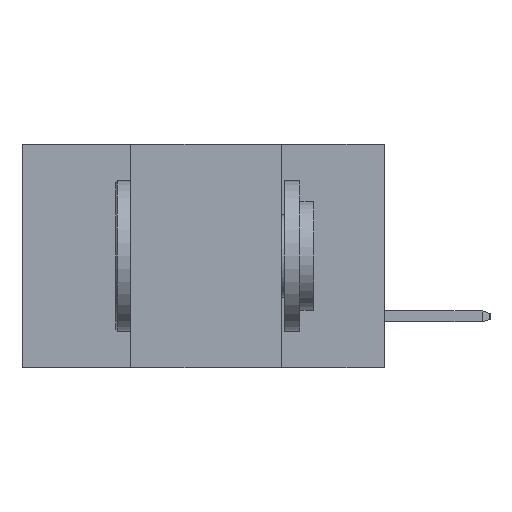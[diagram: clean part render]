
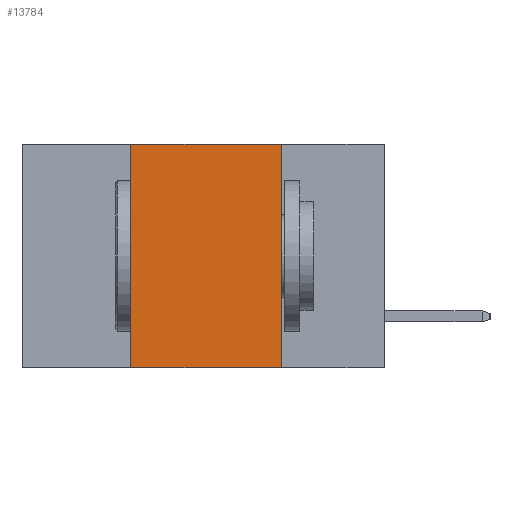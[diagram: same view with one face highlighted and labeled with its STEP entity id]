
A CAD part, left-side view. The second image highlights one B-rep face of the part: STEP entity #13784.
In plain terms, the highlighted planar face has unit normal (-1, 0, 0).
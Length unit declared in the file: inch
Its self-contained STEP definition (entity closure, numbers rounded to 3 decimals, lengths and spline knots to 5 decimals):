
#21 = DIRECTION ( 'NONE',  ( 0., 0., -1. ) ) ;
#537 = LINE ( 'NONE', #12504, #12944 ) ;
#1143 = CARTESIAN_POINT ( 'NONE',  ( 0., 0.42, -0.37 ) ) ;
#1304 = CARTESIAN_POINT ( 'NONE',  ( 0., 0.17, 0. ) ) ;
#2273 = CARTESIAN_POINT ( 'NONE',  ( 0., 0.6, -0.37 ) ) ;
#2326 = EDGE_CURVE ( 'NONE', #6961, #9352, #7038, .T. ) ;
#2727 = EDGE_CURVE ( 'NONE', #12164, #6961, #537, .T. ) ;
#2767 = CARTESIAN_POINT ( 'NONE',  ( 0., 0.42, 0. ) ) ;
#3574 = ORIENTED_EDGE ( 'NONE', *, *, #2727, .F. ) ;
#4062 = LINE ( 'NONE', #2273, #10139 ) ;
#4625 = ORIENTED_EDGE ( 'NONE', *, *, #6801, .F. ) ;
#5447 = ORIENTED_EDGE ( 'NONE', *, *, #12539, .T. ) ;
#5522 = DIRECTION ( 'NONE',  ( 1., 0., 0. ) ) ;
#5546 = AXIS2_PLACEMENT_3D ( 'NONE', #14940, #5522, #13875 ) ;
#6271 = VECTOR ( 'NONE', #21, 39.37008 ) ;
#6801 = EDGE_CURVE ( 'NONE', #8441, #12164, #11791, .T. ) ;
#6961 = VERTEX_POINT ( 'NONE', #1304 ) ;
#7038 = LINE ( 'NONE', #7824, #6271 ) ;
#7667 = FACE_OUTER_BOUND ( 'NONE', #7762, .T. ) ;
#7762 = EDGE_LOOP ( 'NONE', ( #9153, #3574, #4625, #5447 ) ) ;
#7824 = CARTESIAN_POINT ( 'NONE',  ( 0., 0.17, 0. ) ) ;
#8348 = VECTOR ( 'NONE', #12780, 39.37008 ) ;
#8441 = VERTEX_POINT ( 'NONE', #1143 ) ;
#9153 = ORIENTED_EDGE ( 'NONE', *, *, #2326, .F. ) ;
#9352 = VERTEX_POINT ( 'NONE', #10578 ) ;
#9551 = DIRECTION ( 'NONE',  ( 0., -1., 0. ) ) ;
#10139 = VECTOR ( 'NONE', #9551, 39.37008 ) ;
#10578 = CARTESIAN_POINT ( 'NONE',  ( 0., 0.17, -0.37 ) ) ;
#11791 = LINE ( 'NONE', #12960, #8348 ) ;
#12164 = VERTEX_POINT ( 'NONE', #2767 ) ;
#12504 = CARTESIAN_POINT ( 'NONE',  ( 0., 0.6, 0. ) ) ;
#12539 = EDGE_CURVE ( 'NONE', #8441, #9352, #4062, .T. ) ;
#12658 = PLANE ( 'NONE',  #5546 ) ;
#12780 = DIRECTION ( 'NONE',  ( 0., 0., 1. ) ) ;
#12944 = VECTOR ( 'NONE', #14803, 39.37008 ) ;
#12960 = CARTESIAN_POINT ( 'NONE',  ( 0., 0.42, 0. ) ) ;
#13784 = ADVANCED_FACE ( 'NONE', ( #7667 ), #12658, .F. ) ;
#13875 = DIRECTION ( 'NONE',  ( 0., 0., -1. ) ) ;
#14803 = DIRECTION ( 'NONE',  ( 0., -1., 0. ) ) ;
#14940 = CARTESIAN_POINT ( 'NONE',  ( 0., 0.6, 0. ) ) ;
